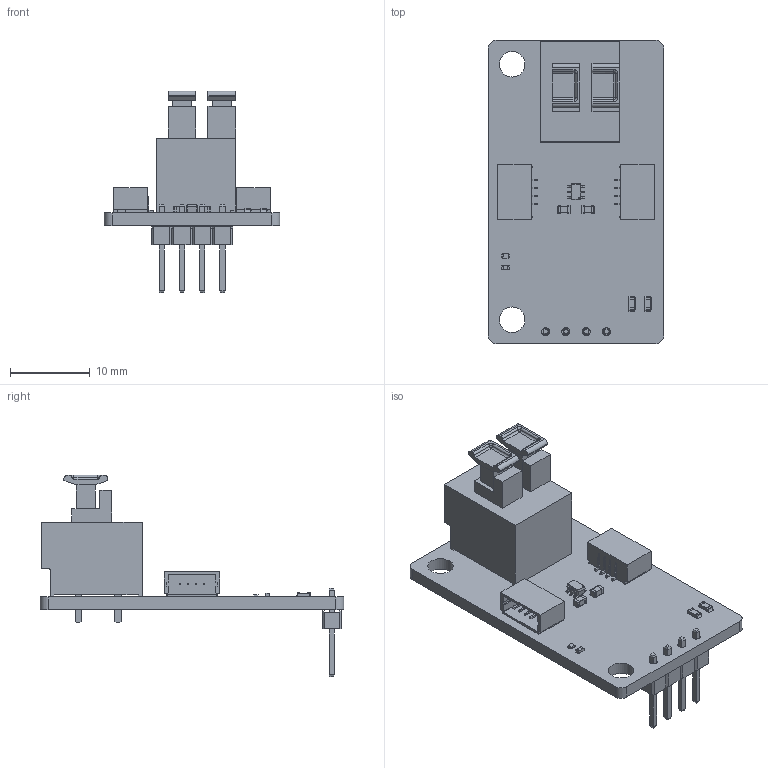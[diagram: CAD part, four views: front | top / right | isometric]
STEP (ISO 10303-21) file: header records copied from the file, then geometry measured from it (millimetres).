
FILE_DESCRIPTION(('KiCad electronic assembly'),'2;1');
FILE_NAME('DAC6_bit_1-channel_MCP47A1_breakout_3D.step', '2022-01-12T15:36:27',('Pcbnew'),('Kicad'), 'Open CASCADE STEP processor 7.5','KiCad to STEP converter','Unknown' );
FILE_SCHEMA(('AUTOMOTIVE_DESIGN { 1 0 10303 214 1 1 1 1 }'));
Length unit declared in the file: millimetre
Products named in the file (18): DAC6_bit_1-channel_MCP47A1_breakout_3D 1; 0603R; SOLID; 0402R; COMPOUND; KF232 2P; easyC connector; 0603C; 0402LED; MCP47A1-SOT23-6; 4x_Male_Pin_2.54_mm
Assembly tree (20 placements, depth 3):
  DAC6_bit_1-channel_MCP47A1_breakout_3D 1
    0603R  x2
      SOLID
    0402R
      COMPOUND
    KF232 2P
      SOLID
    easyC connector  x2
      SOLID
    0603C  x2
      COMPOUND
    0402LED
      COMPOUND
    MCP47A1-SOT23-6
      COMPOUND
    4x_Male_Pin_2.54_mm
      COMPOUND
    COMPOUND
Bounding box: 22 x 38 x 25.26 mm (x, y, z)
Volume: 2541.6 mm3; surface area: 3755.7 mm2
Topology: 35 solids, 35 shells, 926 faces, 2284 edges, 1422 vertices
Faces by surface type: bspline 906, cylinder 14, plane 6
Full cylindrical faces by diameter (mm): 1 x4, 1.2 x4, 3.2 x2
Entity records: 42191 total; most frequent: CARTESIAN_POINT 16061, B_SPLINE_CURVE_WITH_KNOTS 4610, ORIENTED_EDGE 3480, PCURVE 3480, DEFINITIONAL_REPRESENTATION 3480, EDGE_CURVE 1740, SURFACE_CURVE 1730, VERTEX_POINT 1110
